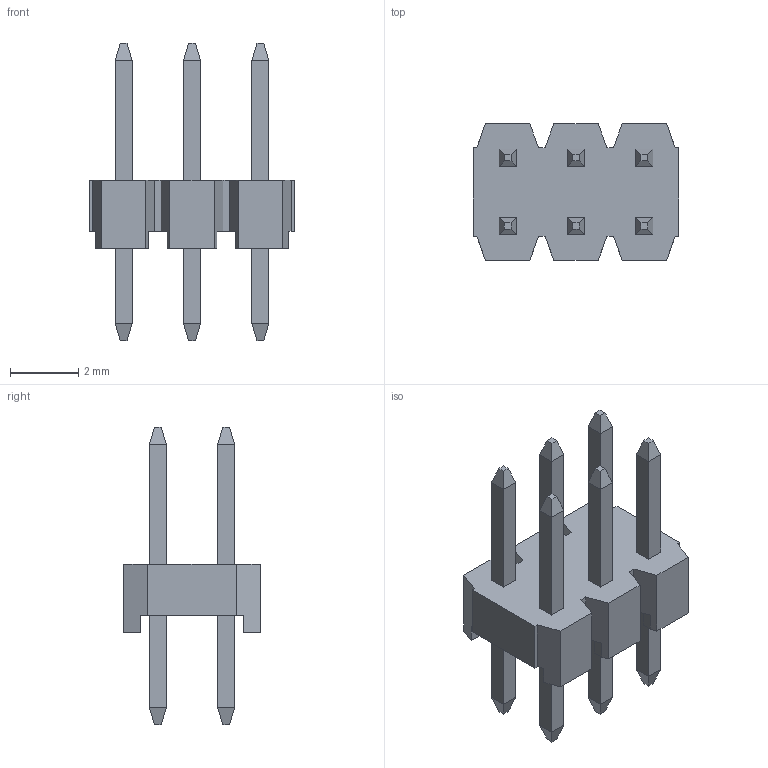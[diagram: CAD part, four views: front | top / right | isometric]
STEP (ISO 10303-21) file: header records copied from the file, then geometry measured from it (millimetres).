
FILE_DESCRIPTION(('STEP AP242'),'1');
FILE_NAME('62000621121.stp','2023-03-11T03:38:11',('TraceParts'),('TraceParts S.A.'),'Spatial InterOp 3D',' ',' ');
FILE_SCHEMA(('AP242_MANAGED_MODEL_BASED_3D_ENGINEERING_MIM_LF {1 0 10303 442 1 1 4}'));
Length unit declared in the file: millimetre
Products named in the file (1): 62000621121_1
Bounding box: 6 x 4 x 8.7 mm (x, y, z)
Volume: 45.4 mm3; surface area: 207.1 mm2
Topology: 7 solids, 7 shells, 158 faces, 384 edges, 240 vertices
Faces by surface type: plane 158
Entity records: 4584 total; most frequent: CARTESIAN_POINT 789, ORIENTED_EDGE 768, DIRECTION 714, EDGE_CURVE 384, LINE 384, VECTOR 384, VERTEX_POINT 240, EDGE_LOOP 170
